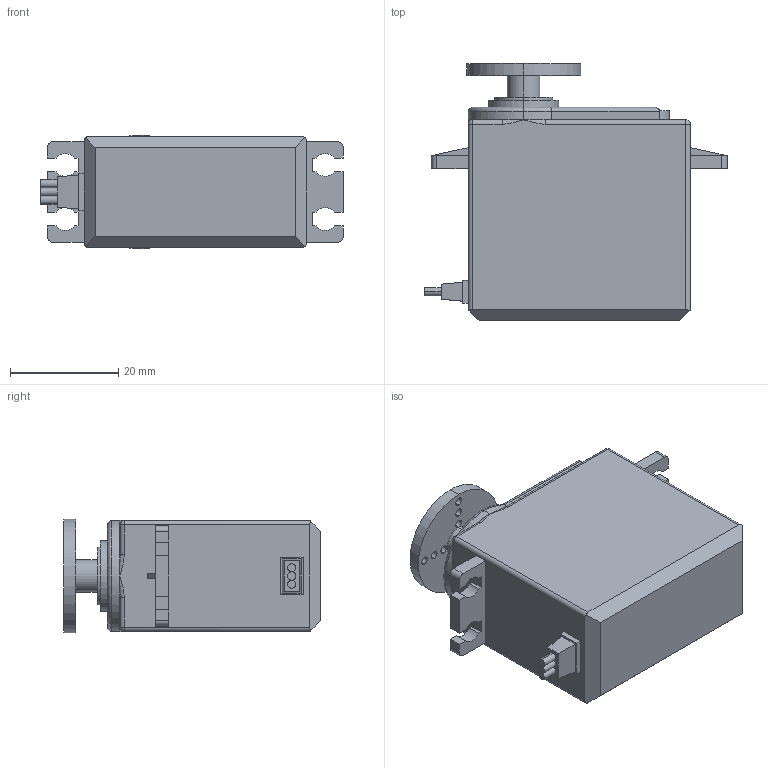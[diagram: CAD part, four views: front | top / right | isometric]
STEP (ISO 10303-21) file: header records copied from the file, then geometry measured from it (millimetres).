
FILE_DESCRIPTION (( 'STEP AP203' ), '1' );
FILE_NAME ('Servo Motor MG996R_Default_sldprt.STEP', '2024-11-23T16:39:26', ( '' ), ( '' ), 'SwSTEP 2.0', 'SolidWorks 2023', '' );
FILE_SCHEMA (( 'CONFIG_CONTROL_DESIGN' ));
Length unit declared in the file: millimetre
Products named in the file (1): Servo Motor MG996R_Default_sldprt
Bounding box: 55.8 x 47.4 x 21 mm (x, y, z)
Volume: 33865.3 mm3; surface area: 7901.9 mm2
Topology: 4 solids, 4 shells, 165 faces, 424 edges, 265 vertices
Faces by surface type: plane 80, cylinder 72, bspline 6, sphere 4, torus 3
Entity records: 5215 total; most frequent: CARTESIAN_POINT 1085, DIRECTION 860, ORIENTED_EDGE 828, EDGE_CURVE 414, AXIS2_PLACEMENT_3D 306, VERTEX_POINT 265, LINE 248, VECTOR 248
